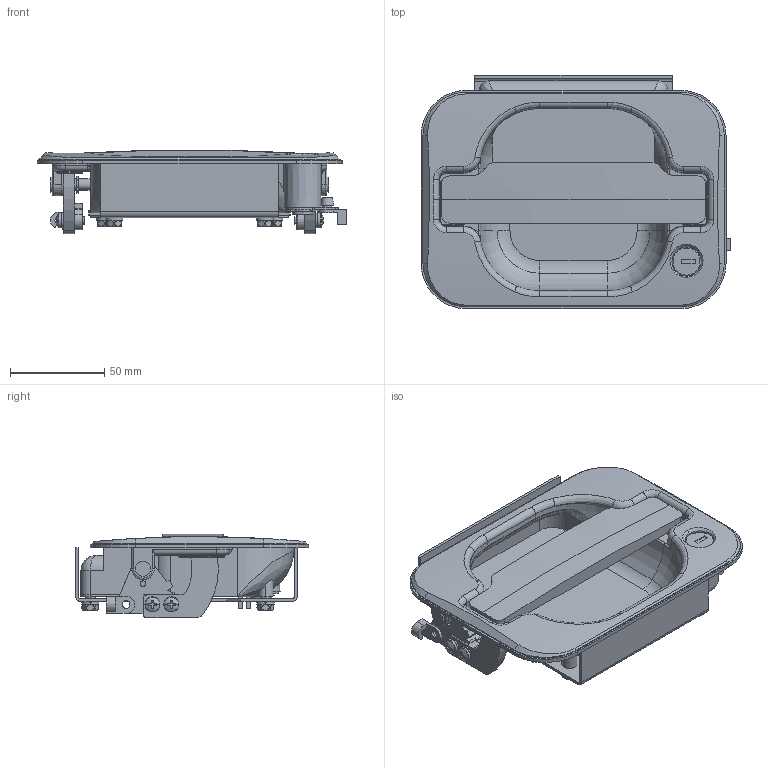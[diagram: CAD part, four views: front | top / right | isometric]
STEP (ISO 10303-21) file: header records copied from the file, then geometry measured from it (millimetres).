
FILE_DESCRIPTION (( 'STEP AP203' ), '1' );
FILE_NAME ('sone3D.STEP', '2017-01-31T07:24:04', ( '' ), ( '' ), 'SwSTEP 2.0', 'SolidWorks 2014', '' );
FILE_SCHEMA (( 'CONFIG_CONTROL_DESIGN' ));
Length unit declared in the file: millimetre
Products named in the file (25): A-873-1兼用カム_; A-873-1取付板_; A-873-1シャフト_; A-873-1枠パッキン_; 廫帤寠晅側傋偹偠M4_M4亊6; 廫帤寠晅偒榋妏儃儖僩M5_M5亊10; A-873-1裏板_; A-873-1ƒnƒ“ƒhƒ‹ƒpƒbƒLƒ“_; sone3D; スプリングワッシャーM5_JIS B 1251 No.2 5; A-873-1キーカム_; A-873-1ハンドル_; M5亊10; Tローター（ダミー）; A-873-1三角板(左）_; Φ4用E形止め輪; 廫帤寠晅側傋偹偠M4_M4亊12; A-873-1三角板(右）_; Φ9用E形止め輪; スプリングワッシャーM4_JIS B 1251 No.2 5; A-873-1僉乕僇儉梡僽僢僔儏_; M4亊12; A-873-1三角板用ブッシュ; 廫帤寠晅嶮偹偠M3_M3亊L6; A-873-1本体_
Assembly tree (34 placements, depth 3):
  sone3D
    A-873-1本体_
    A-873-1枠パッキン_
    A-873-1ƒnƒ“ƒhƒ‹ƒpƒbƒLƒ“_  x2
    A-873-1ハンドル_
    A-873-1三角板(左）_
    A-873-1三角板(右）_
    A-873-1シャフト_  x2
    A-873-1裏板_
    A-873-1キーカム_
    Tローター（ダミー）
    M4亊12  x4
      廫帤寠晅側傋偹偠M4_M4亊12
      スプリングワッシャーM4_JIS B 1251 No.2 5
    廫帤寠晅嶮偹偠M3_M3亊L6  x2
    A-873-1取付板_
    M5亊10  x4
      廫帤寠晅偒榋妏儃儖僩M5_M5亊10
      スプリングワッシャーM5_JIS B 1251 No.2 5
    Φ4用E形止め輪  x2
    Φ9用E形止め輪
    A-873-1僉乕僇儉梡僽僢僔儏_
    A-873-1三角板用ブッシュ
    A-873-1兼用カム_
    廫帤寠晅側傋偹偠M4_M4亊6
Bounding box: 164.61 x 124 x 44.18 mm (x, y, z)
Volume: 188210 mm3; surface area: 143596.8 mm2
Topology: 39 solids, 39 shells, 1187 faces, 2945 edges, 1898 vertices
Faces by surface type: plane 549, cylinder 468, torus 77, cone 46, bspline 35, sphere 12
Entity records: 32919 total; most frequent: CARTESIAN_POINT 8409, DIRECTION 4710, ORIENTED_EDGE 4404, EDGE_CURVE 2202, AXIS2_PLACEMENT_3D 1773, VERTEX_POINT 1418, LINE 1164, VECTOR 1164
